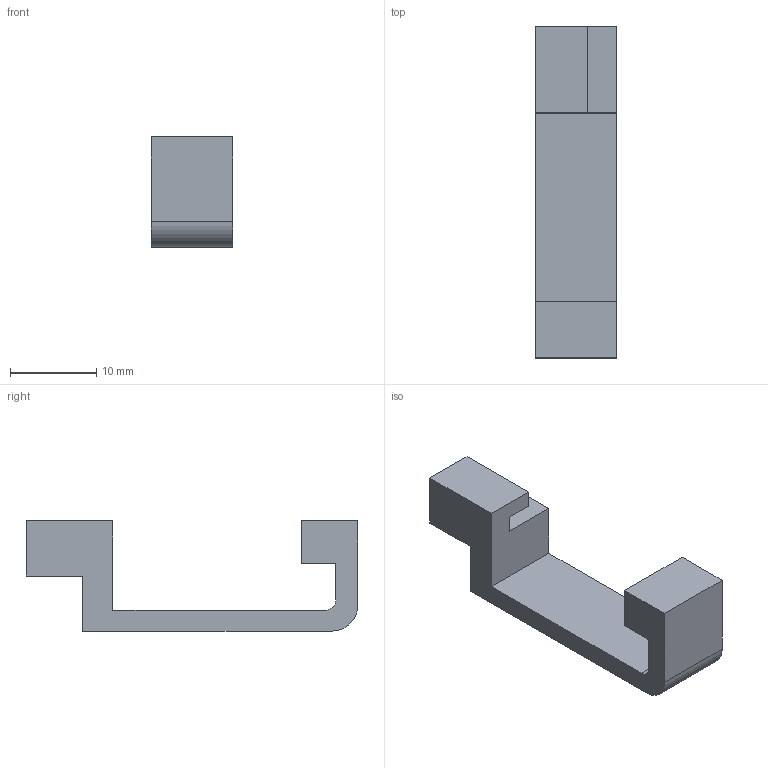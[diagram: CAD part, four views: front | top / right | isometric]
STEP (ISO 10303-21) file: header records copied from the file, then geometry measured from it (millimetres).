
FILE_DESCRIPTION(/* description */ (''),/* implementation_level */ '2;1');
FILE_NAME(/* name */ 'Wifi_Brace.step',/* time_stamp */ '2024-01-26T11:27:16-05:00',/* author */ (''),/* organization */ (''),/* preprocessor_version */ 'ST-DEVELOPER v20',/* originating_system */ 'Autodesk Translation Framework v12.14.0.127',/* authorisation */ '');
FILE_SCHEMA (('AUTOMOTIVE_DESIGN { 1 0 10303 214 3 1 1 }'));
Length unit declared in the file: millimetre
Products named in the file (2): I FORGOR TO SAVE v2; Component10
Assembly tree (1 placements, depth 2):
  I FORGOR TO SAVE v2
    Component10
Bounding box: 9.46 x 38.55 x 12.8 mm (x, y, z)
Volume: 1621.4 mm3; surface area: 1651.3 mm2
Topology: 1 solids, 1 shells, 22 faces, 60 edges, 40 vertices
Faces by surface type: plane 20, cylinder 2
Entity records: 741 total; most frequent: CARTESIAN_POINT 125, ORIENTED_EDGE 120, DIRECTION 114, EDGE_CURVE 60, LINE 56, VECTOR 56, VERTEX_POINT 40, AXIS2_PLACEMENT_3D 29
